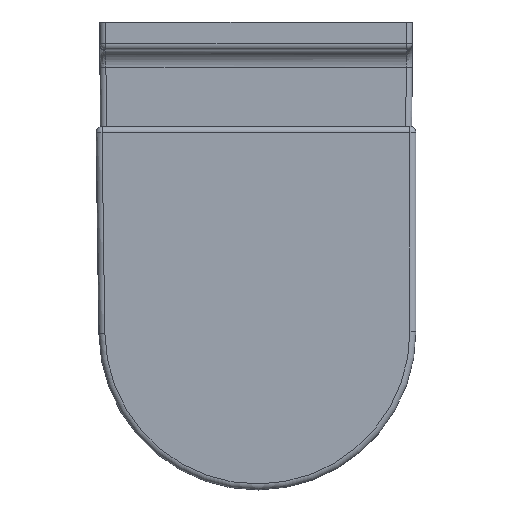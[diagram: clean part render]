
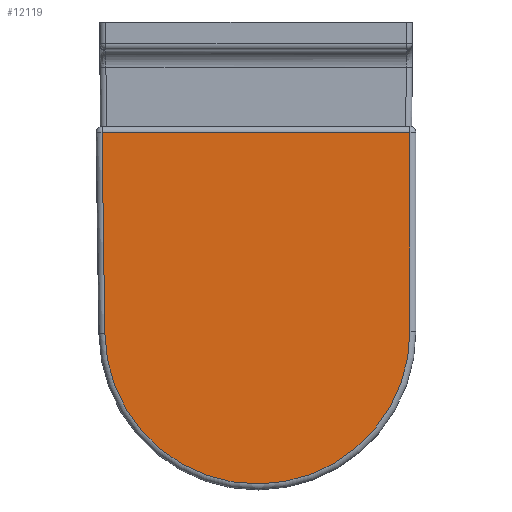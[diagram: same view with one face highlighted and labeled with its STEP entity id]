
A CAD part, top view. The second image highlights one B-rep face of the part: STEP entity #12119.
In plain terms, the highlighted planar face has unit normal (0, 0, 1).
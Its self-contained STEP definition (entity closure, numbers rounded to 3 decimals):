
#11855=CARTESIAN_POINT('',(-1.234,7.991,35.0));
#11856=VERTEX_POINT('',#11855);
#11864=CARTESIAN_POINT('',(233.267,9.617,35.0));
#11865=VERTEX_POINT('',#11864);
#11866=CARTESIAN_POINT('',(-1.234,7.991,35.0));
#11867=DIRECTION('',(1.,0.007,0.0));
#11868=VECTOR('',#11867,234.507);
#11869=LINE('',#11866,#11868);
#11870=EDGE_CURVE('',#11856,#11865,#11869,.T.);
#11897=CARTESIAN_POINT('',(-1.236,-347.991,35.0));
#11898=VERTEX_POINT('',#11897);
#11906=CARTESIAN_POINT('',(0.,-170.,35.0));
#11907=DIRECTION('',(0.0,0.0,-1.0));
#11908=DIRECTION('',(-1.,0.,0.0));
#11909=AXIS2_PLACEMENT_3D('',#11906,#11907,#11908);
#11910=CIRCLE('',#11909,177.996);
#11911=EDGE_CURVE('',#11898,#11856,#11910,.T.);
#11931=CARTESIAN_POINT('',(230.773,-349.603,35.0));
#11932=VERTEX_POINT('',#11931);
#11940=CARTESIAN_POINT('',(230.773,-349.603,35.0));
#11941=DIRECTION('',(-1.,0.007,0.0));
#11942=VECTOR('',#11941,232.014);
#11943=LINE('',#11940,#11942);
#11944=EDGE_CURVE('',#11932,#11898,#11943,.T.);
#11985=CARTESIAN_POINT('',(233.267,9.617,35.0));
#11986=DIRECTION('',(-0.007,-1.,0.0));
#11987=VECTOR('',#11986,359.228);
#11988=LINE('',#11985,#11987);
#11989=EDGE_CURVE('',#11865,#11932,#11988,.T.);
#12108=CARTESIAN_POINT('',(80.239,-169.678,35.0));
#12109=DIRECTION('',(0.0,0.0,1.0));
#12110=DIRECTION('',(1.0,0.0,0.0));
#12111=AXIS2_PLACEMENT_3D('',#12108,#12109,#12110);
#12112=PLANE('',#12111);
#12113=ORIENTED_EDGE('',*,*,#11870,.F.);
#12114=ORIENTED_EDGE('',*,*,#11911,.F.);
#12115=ORIENTED_EDGE('',*,*,#11944,.F.);
#12116=ORIENTED_EDGE('',*,*,#11989,.F.);
#12117=EDGE_LOOP('',(#12113,#12114,#12115,#12116));
#12118=FACE_OUTER_BOUND('',#12117,.T.);
#12119=ADVANCED_FACE('',(#12118),#12112,.T.);
